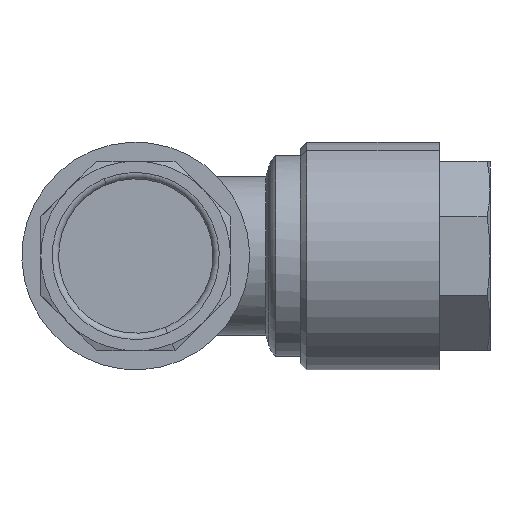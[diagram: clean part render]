
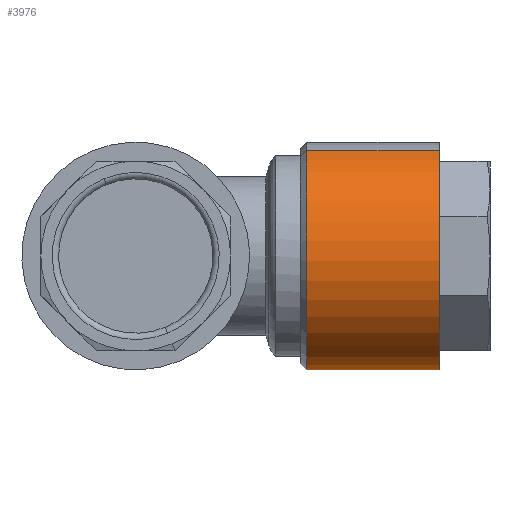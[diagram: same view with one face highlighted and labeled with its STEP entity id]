
A CAD part, left-side view. The second image highlights one B-rep face of the part: STEP entity #3976.
In plain terms, the highlighted cylindrical face has radius 9 mm (diameter 18 mm), a partial arc.
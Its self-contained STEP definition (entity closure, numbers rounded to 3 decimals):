
#966 = VERTEX_POINT ( 'NONE', #3324 ) ;
#968 = VERTEX_POINT ( 'NONE', #3326 ) ;
#970 = VERTEX_POINT ( 'NONE', #3328 ) ;
#1098 = AXIS2_PLACEMENT_3D ( 'NONE', #2194, #2195, #2196 ) ;
#1099 = AXIS2_PLACEMENT_3D ( 'NONE', #2198, #2199, #2200 ) ;
#1202 = AXIS2_PLACEMENT_3D ( 'NONE', #5956, #5957, #5965 ) ;
#1863 = EDGE_CURVE ( 'NONE', #4311, #966, #4063, .T. ) ;
#1864 = EDGE_CURVE ( 'NONE', #966, #970, #4060, .T. ) ;
#1865 = EDGE_CURVE ( 'NONE', #968, #970, #4064, .T. ) ;
#1866 = EDGE_CURVE ( 'NONE', #4311, #968, #4061, .T. ) ;
#2189 = DIRECTION ( 'NONE',  ( 0., 1., 0. ) ) ;
#2192 = DIRECTION ( 'NONE',  ( 0., 1., 0. ) ) ;
#2193 = CARTESIAN_POINT ( 'NONE',  ( -3.444, 12.5, 8.315 ) ) ;
#2194 = CARTESIAN_POINT ( 'NONE',  ( 0., 1.5, 0. ) ) ;
#2195 = DIRECTION ( 'NONE',  ( 0., 1., 0. ) ) ;
#2196 = DIRECTION ( 'NONE',  ( -0.383, 0., 0.924 ) ) ;
#2197 = CARTESIAN_POINT ( 'NONE',  ( 3.444, 12.5, -8.315 ) ) ;
#2198 = CARTESIAN_POINT ( 'NONE',  ( 0., 12., 0. ) ) ;
#2199 = DIRECTION ( 'NONE',  ( 0., 1., 0. ) ) ;
#2200 = DIRECTION ( 'NONE',  ( 0.383, 0., -0.924 ) ) ;
#3324 = CARTESIAN_POINT ( 'NONE',  ( -3.444, 1.5, 8.315 ) ) ;
#3326 = CARTESIAN_POINT ( 'NONE',  ( 3.444, 12., -8.315 ) ) ;
#3328 = CARTESIAN_POINT ( 'NONE',  ( -3.444, 12., 8.315 ) ) ;
#3976 = ADVANCED_FACE ( 'NONE', ( #4302 ), #4310, .T. ) ;
#4060 = LINE ( 'NONE', #2193, #4065 ) ;
#4061 = LINE ( 'NONE', #2197, #4068 ) ;
#4063 = CIRCLE ( 'NONE', #1098, 9. ) ;
#4064 = CIRCLE ( 'NONE', #1099, 9. ) ;
#4065 = VECTOR ( 'NONE', #2189, 1000. ) ;
#4068 = VECTOR ( 'NONE', #2192, 1000. ) ;
#4302 = FACE_OUTER_BOUND ( 'NONE', #4847, .T. ) ;
#4310 = CYLINDRICAL_SURFACE ( 'NONE', #1202, 9. ) ;
#4311 = VERTEX_POINT ( 'NONE', #5977 ) ;
#4334 = ORIENTED_EDGE ( 'NONE', *, *, #1863, .T. ) ;
#4335 = ORIENTED_EDGE ( 'NONE', *, *, #1864, .T. ) ;
#4336 = ORIENTED_EDGE ( 'NONE', *, *, #1865, .F. ) ;
#4337 = ORIENTED_EDGE ( 'NONE', *, *, #1866, .F. ) ;
#4847 = EDGE_LOOP ( 'NONE', ( #4334, #4335, #4336, #4337 ) ) ;
#5956 = CARTESIAN_POINT ( 'NONE',  ( 0., 12.5, 0. ) ) ;
#5957 = DIRECTION ( 'NONE',  ( 0., 1., 0. ) ) ;
#5965 = DIRECTION ( 'NONE',  ( 0.383, 0., -0.924 ) ) ;
#5977 = CARTESIAN_POINT ( 'NONE',  ( 3.444, 1.5, -8.315 ) ) ;
